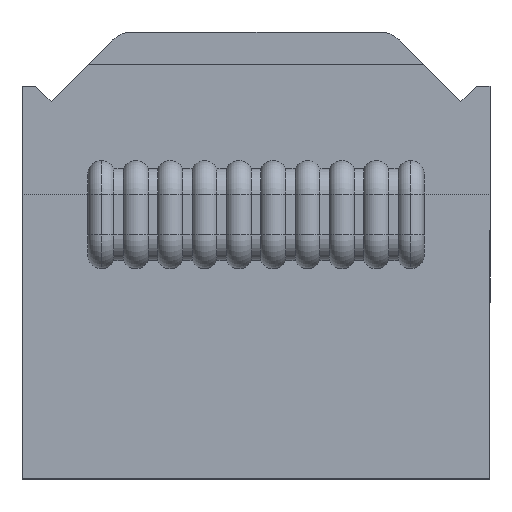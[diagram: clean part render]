
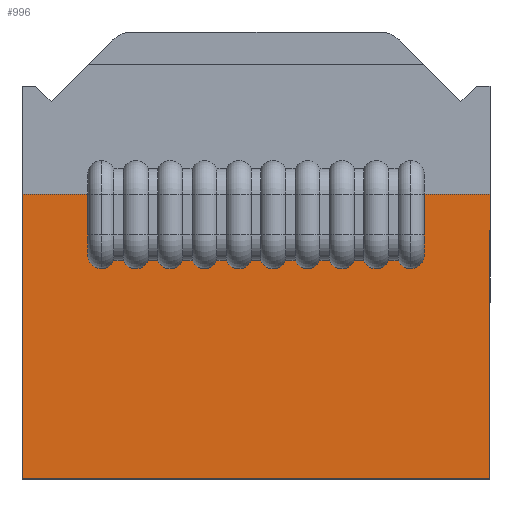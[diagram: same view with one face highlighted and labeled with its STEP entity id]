
A CAD part, top view. The second image highlights one B-rep face of the part: STEP entity #996.
In plain terms, the highlighted planar face has unit normal (0, 0, 1).
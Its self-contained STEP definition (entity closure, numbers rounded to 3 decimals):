
#372 = VERTEX_POINT ( 'NONE', #1716 ) ;
#523 = EDGE_CURVE ( 'NONE', #14961, #372, #1947, .T. ) ;
#925 = ORIENTED_EDGE ( 'NONE', *, *, #936, .F. ) ;
#927 = ORIENTED_EDGE ( 'NONE', *, *, #14864, .T. ) ;
#928 = ORIENTED_EDGE ( 'NONE', *, *, #523, .T. ) ;
#929 = ORIENTED_EDGE ( 'NONE', *, *, #12382, .T. ) ;
#936 = EDGE_CURVE ( 'NONE', #14966, #11633, #2505, .T. ) ;
#986 = EDGE_LOOP ( 'NONE', ( #925, #927, #928, #929 ) ) ;
#996 = ADVANCED_FACE ( 'NONE', ( #2603 ), #2607, .T. ) ;
#1716 = CARTESIAN_POINT ( 'NONE',  ( -42.599, 163.599, -4.81 ) ) ;
#1944 = DIRECTION ( 'NONE',  ( 1., 0., 0. ) ) ;
#1945 = VECTOR ( 'NONE', #1944, 1000. ) ;
#1946 = CARTESIAN_POINT ( 'NONE',  ( -59.899, 163.599, -4.81 ) ) ;
#1947 = LINE ( 'NONE', #1946, #1945 ) ;
#2502 = DIRECTION ( 'NONE',  ( 1., 0., 0. ) ) ;
#2503 = VECTOR ( 'NONE', #2502, 1000. ) ;
#2504 = CARTESIAN_POINT ( 'NONE',  ( -46.664, 174.099, -4.81 ) ) ;
#2505 = LINE ( 'NONE', #2504, #2503 ) ;
#2590 = DIRECTION ( 'NONE',  ( 1., 0., 0. ) ) ;
#2591 = DIRECTION ( 'NONE',  ( 0., 0., 1. ) ) ;
#2599 = CARTESIAN_POINT ( 'NONE',  ( -46.664, 179.099, -4.81 ) ) ;
#2603 = FACE_OUTER_BOUND ( 'NONE', #986, .T. ) ;
#2607 = PLANE ( 'NONE',  #2616 ) ;
#2616 = AXIS2_PLACEMENT_3D ( 'NONE', #2599, #2591, #2590 ) ;
#2825 = CARTESIAN_POINT ( 'NONE',  ( -42.599, 174.099, -4.81 ) ) ;
#3791 = CARTESIAN_POINT ( 'NONE',  ( -42.599, 163.599, -4.81 ) ) ;
#3792 = LINE ( 'NONE', #3791, #3797 ) ;
#3796 = DIRECTION ( 'NONE',  ( 0., 1., 0. ) ) ;
#3797 = VECTOR ( 'NONE', #3796, 1000. ) ;
#8172 = DIRECTION ( 'NONE',  ( 0., -1., 0. ) ) ;
#8173 = VECTOR ( 'NONE', #8172, 1000. ) ;
#8179 = CARTESIAN_POINT ( 'NONE',  ( -59.899, 178.099, -4.81 ) ) ;
#8180 = LINE ( 'NONE', #8179, #8173 ) ;
#8327 = CARTESIAN_POINT ( 'NONE',  ( -59.899, 163.599, -4.81 ) ) ;
#8334 = CARTESIAN_POINT ( 'NONE',  ( -59.899, 174.099, -4.81 ) ) ;
#11633 = VERTEX_POINT ( 'NONE', #2825 ) ;
#12382 = EDGE_CURVE ( 'NONE', #372, #11633, #3792, .T. ) ;
#14864 = EDGE_CURVE ( 'NONE', #14966, #14961, #8180, .T. ) ;
#14961 = VERTEX_POINT ( 'NONE', #8327 ) ;
#14966 = VERTEX_POINT ( 'NONE', #8334 ) ;
